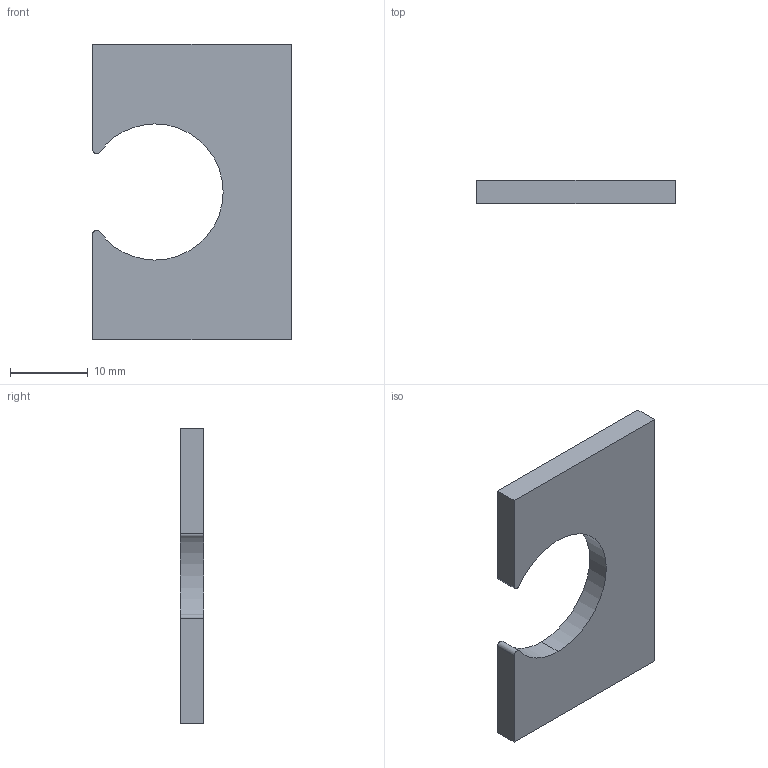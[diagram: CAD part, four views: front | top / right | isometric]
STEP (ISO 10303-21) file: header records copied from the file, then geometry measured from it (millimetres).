
FILE_DESCRIPTION (( 'STEP AP214' ), '1' );
FILE_NAME ('CW kurz M16.STEP', '2008-02-15T12:18:59', ( 'Schütte' ), ( ' ' ), 'SwSTEP 2.0', 'SolidWorks 2008', '' );
FILE_SCHEMA (( 'AUTOMOTIVE_DESIGN' ));
Length unit declared in the file: millimetre
Products named in the file (1): CW kurz M16
Bounding box: 25.5 x 3 x 38 mm (x, y, z)
Volume: 2182 mm3; surface area: 2011.9 mm2
Topology: 1 solids, 1 shells, 181 faces, 480 edges, 320 vertices
Faces by surface type: plane 139, bspline 36, cylinder 6
Entity records: 7569 total; most frequent: CARTESIAN_POINT 3274, ORIENTED_EDGE 960, DIRECTION 712, EDGE_CURVE 480, LINE 396, VECTOR 396, VERTEX_POINT 320, EDGE_LOOP 200
